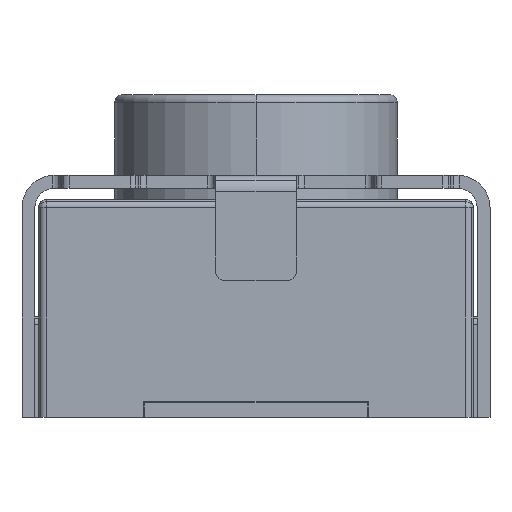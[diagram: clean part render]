
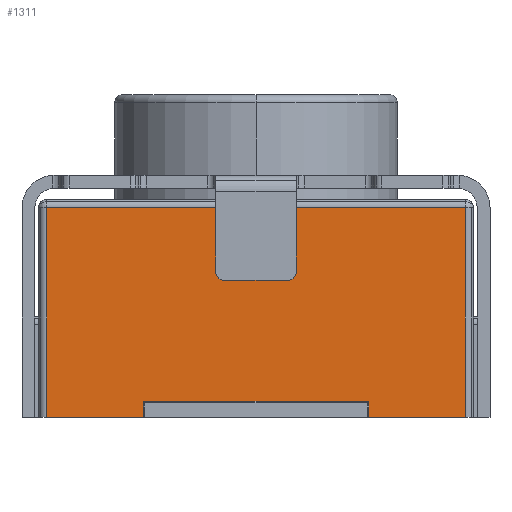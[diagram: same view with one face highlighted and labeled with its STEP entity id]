
A CAD part, left-side view. The second image highlights one B-rep face of the part: STEP entity #1311.
In plain terms, the highlighted planar face has unit normal (-1, 0, 0).
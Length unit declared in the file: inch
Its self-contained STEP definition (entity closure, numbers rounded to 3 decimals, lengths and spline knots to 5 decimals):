
#1311 = ADVANCED_FACE( '', ( #3656 ), #3657, .F. );
#1501 = VERTEX_POINT( '', #3862 );
#1605 = EDGE_CURVE( '', #1501, #3177, #3977, .T. );
#1941 = EDGE_CURVE( '', #3061, #1501, #4342, .T. );
#2989 = VERTEX_POINT( '', #5496 );
#3061 = VERTEX_POINT( '', #5577 );
#3177 = VERTEX_POINT( '', #5701 );
#3265 = EDGE_CURVE( '', #3177, #2989, #5796, .T. );
#3283 = EDGE_CURVE( '', #2989, #3061, #5814, .T. );
#3656 = FACE_OUTER_BOUND( '', #6234, .T. );
#3657 = PLANE( '', #6235 );
#3862 = CARTESIAN_POINT( '', ( 0.00381, 0.10818, 0.05118 ) );
#3977 = LINE( '', #6677, #6678 );
#4342 = LINE( '', #7175, #7176 );
#5496 = CARTESIAN_POINT( '', ( 0.00381, 0.00599, 0. ) );
#5577 = CARTESIAN_POINT( '', ( 0.00381, 0.10818, 0. ) );
#5701 = CARTESIAN_POINT( '', ( 0.00381, 0.00599, 0.05118 ) );
#5796 = LINE( '', #9132, #9133 );
#5814 = LINE( '', #9157, #9158 );
#6234 = EDGE_LOOP( '', ( #9726, #9727, #9728, #9729 ) );
#6235 = AXIS2_PLACEMENT_3D( '', #9730, #9731, #9732 );
#6677 = CARTESIAN_POINT( '', ( 0.00381, 0.05709, 0.05118 ) );
#6678 = VECTOR( '', #10163, 1. );
#7175 = CARTESIAN_POINT( '', ( 0.00381, 0.10818, 0.02657 ) );
#7176 = VECTOR( '', #10588, 1. );
#9132 = CARTESIAN_POINT( '', ( 0.00381, 0.00599, 0.02657 ) );
#9133 = VECTOR( '', #12320, 1. );
#9157 = CARTESIAN_POINT( '', ( 0.00381, 0.05709, 0. ) );
#9158 = VECTOR( '', #12326, 1. );
#9726 = ORIENTED_EDGE( '', *, *, #1941, .F. );
#9727 = ORIENTED_EDGE( '', *, *, #3283, .F. );
#9728 = ORIENTED_EDGE( '', *, *, #3265, .F. );
#9729 = ORIENTED_EDGE( '', *, *, #1605, .F. );
#9730 = CARTESIAN_POINT( '', ( 0.00381, 0.05709, 0.02657 ) );
#9731 = DIRECTION( '', ( 1., 0., 0. ) );
#9732 = DIRECTION( '', ( 0., 0., -1. ) );
#10163 = DIRECTION( '', ( 0., -1., 0. ) );
#10588 = DIRECTION( '', ( 0., 0., 1. ) );
#12320 = DIRECTION( '', ( 0., 0., -1. ) );
#12326 = DIRECTION( '', ( 0., 1., 0. ) );
